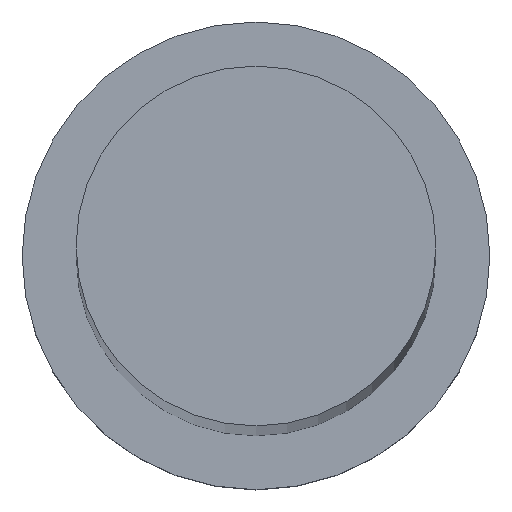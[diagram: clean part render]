
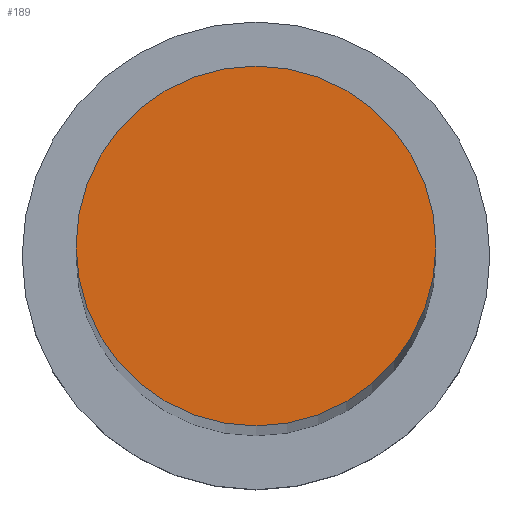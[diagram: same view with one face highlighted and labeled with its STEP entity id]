
A CAD part, top view. The second image highlights one B-rep face of the part: STEP entity #189.
In plain terms, the highlighted planar face has unit normal (0, 0, 1).
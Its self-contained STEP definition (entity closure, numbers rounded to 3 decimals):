
#2 = DIRECTION ( 'NONE',  ( 1., 0., 0. ) ) ;
#10 = AXIS2_PLACEMENT_3D ( 'NONE', #26, #177, #2 ) ;
#14 = DIRECTION ( 'NONE',  ( 0., 0., 1. ) ) ;
#26 = CARTESIAN_POINT ( 'NONE',  ( 0., 0., 323. ) ) ;
#29 = ORIENTED_EDGE ( 'NONE', *, *, #59, .T. ) ;
#32 = CIRCLE ( 'NONE', #183, 10. ) ;
#46 = VERTEX_POINT ( 'NONE', #194 ) ;
#59 = EDGE_CURVE ( 'NONE', #72, #46, #32, .T. ) ;
#65 = PLANE ( 'NONE',  #209 ) ;
#72 = VERTEX_POINT ( 'NONE', #249 ) ;
#87 = ORIENTED_EDGE ( 'NONE', *, *, #255, .T. ) ;
#95 = DIRECTION ( 'NONE',  ( 1., 0., 0. ) ) ;
#104 = DIRECTION ( 'NONE',  ( 0., 0., 1. ) ) ;
#143 = CARTESIAN_POINT ( 'NONE',  ( 0., 0., 323. ) ) ;
#156 = EDGE_LOOP ( 'NONE', ( #29, #87 ) ) ;
#177 = DIRECTION ( 'NONE',  ( 0., 0., 1. ) ) ;
#183 = AXIS2_PLACEMENT_3D ( 'NONE', #185, #14, #95 ) ;
#185 = CARTESIAN_POINT ( 'NONE',  ( 0., 0., 323. ) ) ;
#189 = ADVANCED_FACE ( 'NONE', ( #243 ), #65, .T. ) ;
#194 = CARTESIAN_POINT ( 'NONE',  ( 10., 0., 323. ) ) ;
#209 = AXIS2_PLACEMENT_3D ( 'NONE', #143, #104, #245 ) ;
#211 = CIRCLE ( 'NONE', #10, 10. ) ;
#243 = FACE_OUTER_BOUND ( 'NONE', #156, .T. ) ;
#245 = DIRECTION ( 'NONE',  ( 1., 0., 0. ) ) ;
#249 = CARTESIAN_POINT ( 'NONE',  ( -10., 0., 323. ) ) ;
#255 = EDGE_CURVE ( 'NONE', #46, #72, #211, .T. ) ;
